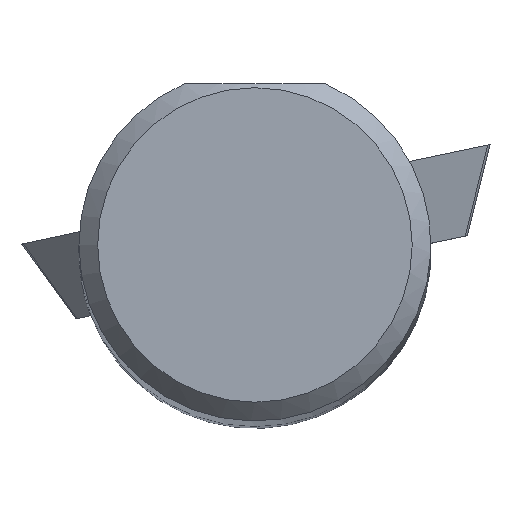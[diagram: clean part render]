
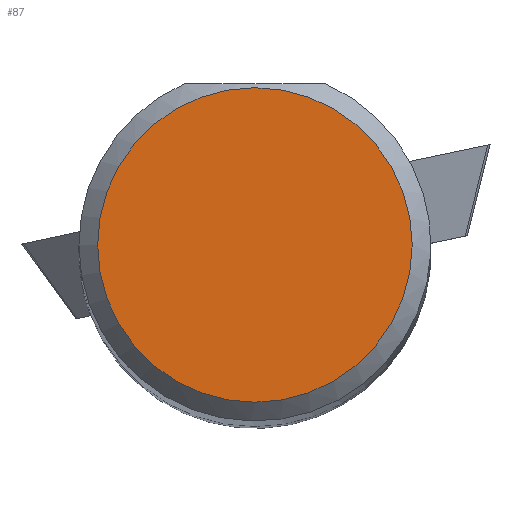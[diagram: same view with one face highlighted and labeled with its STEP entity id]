
A CAD part, top view. The second image highlights one B-rep face of the part: STEP entity #87.
In plain terms, the highlighted planar face has unit normal (0, 0, 1).
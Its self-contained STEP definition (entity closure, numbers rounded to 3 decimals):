
#65=PLANE('',#422);
#87=ADVANCED_FACE('',(#113),#65,.T.);
#113=FACE_OUTER_BOUND('',#136,.T.);
#136=EDGE_LOOP('',(#167));
#158=CIRCLE('',#420,2.225);
#167=ORIENTED_EDGE('',*,*,#287,.F.);
#256=VERTEX_POINT('',#580);
#287=EDGE_CURVE('',#256,#256,#158,.T.);
#420=AXIS2_PLACEMENT_3D('',#579,#470,#471);
#422=AXIS2_PLACEMENT_3D('',#592,#474,#475);
#470=DIRECTION('',(0.,0.,-1.));
#471=DIRECTION('',(-1.,0.,0.));
#474=DIRECTION('',(0.,0.,1.));
#475=DIRECTION('',(-1.,0.,0.));
#579=CARTESIAN_POINT('',(0.,0.,43.765));
#580=CARTESIAN_POINT('',(-2.225,0.,43.765));
#592=CARTESIAN_POINT('',(0.,0.,43.765));
